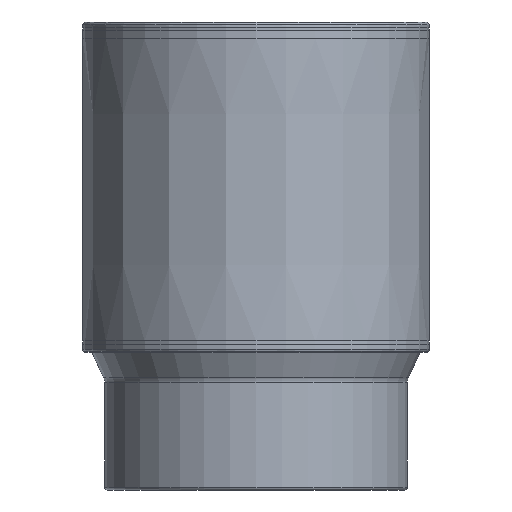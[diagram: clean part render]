
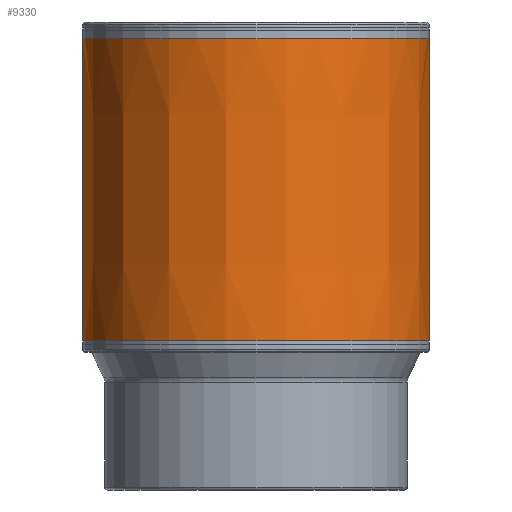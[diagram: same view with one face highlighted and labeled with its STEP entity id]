
A CAD part, left-side view. The second image highlights one B-rep face of the part: STEP entity #9330.
In plain terms, the highlighted conical face has half-angle 0.002 degrees and reference radius 31.501 mm.
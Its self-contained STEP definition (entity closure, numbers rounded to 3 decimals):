
#530=CARTESIAN_POINT('',(0.,31.501,81.948));
#563=CARTESIAN_POINT('',(0.,-31.501,81.948));
#596=CARTESIAN_POINT('',(0.,0.,81.948));
#597=DIRECTION('',(0.,0.,1.));
#598=DIRECTION('',(0.,1.,0.));
#599=AXIS2_PLACEMENT_3D('',#596,#597,#598);
#4437=DIRECTION('',(0.,0.,1.));
#4438=VECTOR('',#4437,54.875);
#4439=CARTESIAN_POINT('',(0.,31.5,27.074));
#4440=LINE('',#4439,#4438);
#4441=DIRECTION('',(0.,0.,1.));
#4442=VECTOR('',#4441,54.875);
#4443=CARTESIAN_POINT('',(0.,-31.5,27.074));
#4444=LINE('',#4443,#4442);
#4445=CARTESIAN_POINT('',(0.,0.,27.074));
#4446=DIRECTION('',(0.,0.,1.));
#4447=DIRECTION('',(0.,1.,0.));
#4448=AXIS2_PLACEMENT_3D('',#4445,#4446,#4447);
#4455=VERTEX_POINT('',#530);
#4509=CARTESIAN_POINT('',(0.,31.5,27.074));
#4510=VERTEX_POINT('',#4509);
#4511=VERTEX_POINT('',#563);
#4565=CARTESIAN_POINT('',(0.,-31.5,27.074));
#4566=VERTEX_POINT('',#4565);
#9317=CARTESIAN_POINT('',(0.,0.,54.511));
#9318=DIRECTION('',(0.,0.,1.));
#9319=DIRECTION('',(0.,1.,0.));
#9320=AXIS2_PLACEMENT_3D('',#9317,#9318,#9319);
#9321=CONICAL_SURFACE('',#9320,31.501,0.002);
#9323=ORIENTED_EDGE('',*,*,#9322,.T.);
#9324=ORIENTED_EDGE('',*,*,#4656,.T.);
#9326=ORIENTED_EDGE('',*,*,#9325,.F.);
#9327=ORIENTED_EDGE('',*,*,#9310,.F.);
#9328=EDGE_LOOP('',(#9323,#9324,#9326,#9327));
#9329=FACE_OUTER_BOUND('',#9328,.F.);
#9330=ADVANCED_FACE('',(#9329),#9321,.T.);
#600=CIRCLE('',#599,31.501);
#4449=CIRCLE('',#4448,31.5);
#4656=EDGE_CURVE('',#4455,#4511,#600,.T.);
#9310=EDGE_CURVE('',#4510,#4566,#4449,.T.);
#9322=EDGE_CURVE('',#4510,#4455,#4440,.T.);
#9325=EDGE_CURVE('',#4566,#4511,#4444,.T.);
